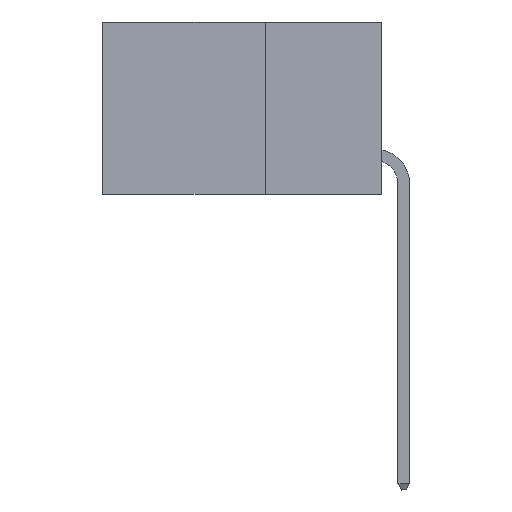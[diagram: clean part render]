
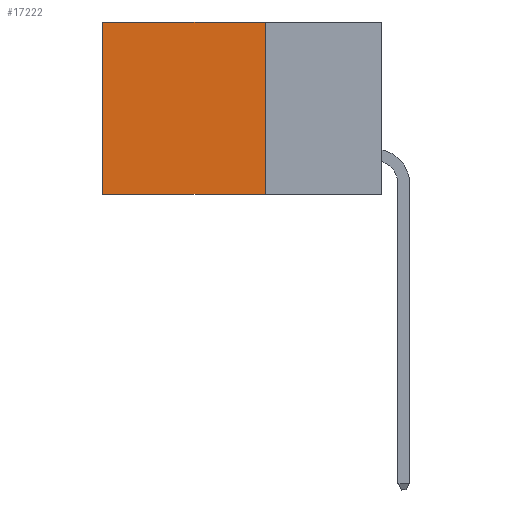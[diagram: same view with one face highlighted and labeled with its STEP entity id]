
A CAD part, left-side view. The second image highlights one B-rep face of the part: STEP entity #17222.
In plain terms, the highlighted planar face has unit normal (-1, 0, 0).
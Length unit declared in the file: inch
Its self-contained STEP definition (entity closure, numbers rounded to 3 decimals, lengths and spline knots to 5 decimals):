
#1603 = EDGE_CURVE ( 'NONE', #5299, #15221, #22605, .T. ) ;
#2033 = DIRECTION ( 'NONE',  ( 0., 1., 0. ) ) ;
#3412 = EDGE_CURVE ( 'NONE', #15786, #27147, #27188, .T. ) ;
#3607 = EDGE_CURVE ( 'NONE', #27147, #15221, #28223, .T. ) ;
#3784 = VECTOR ( 'NONE', #15043, 39.37008 ) ;
#4169 = CARTESIAN_POINT ( 'NONE',  ( 0.2875, 0.25, 0. ) ) ;
#5078 = DIRECTION ( 'NONE',  ( 0., 1., 0. ) ) ;
#5299 = VERTEX_POINT ( 'NONE', #11288 ) ;
#6515 = ORIENTED_EDGE ( 'NONE', *, *, #3412, .F. ) ;
#7374 = DIRECTION ( 'NONE',  ( 1., 0., 0. ) ) ;
#7567 = CARTESIAN_POINT ( 'NONE',  ( 0.2875, 0.25, -0.37 ) ) ;
#8056 = AXIS2_PLACEMENT_3D ( 'NONE', #12309, #7374, #23665 ) ;
#11259 = CARTESIAN_POINT ( 'NONE',  ( 0.2875, 0.6, -0.37 ) ) ;
#11288 = CARTESIAN_POINT ( 'NONE',  ( 0.2875, 0.6, 0. ) ) ;
#11361 = VECTOR ( 'NONE', #2033, 39.37008 ) ;
#11616 = FACE_OUTER_BOUND ( 'NONE', #20360, .T. ) ;
#12309 = CARTESIAN_POINT ( 'NONE',  ( 0.2875, 0.25, 0. ) ) ;
#12351 = CARTESIAN_POINT ( 'NONE',  ( 0.2875, 0.25, -0.37 ) ) ;
#14703 = CARTESIAN_POINT ( 'NONE',  ( 0.2875, 0.6, 0. ) ) ;
#15043 = DIRECTION ( 'NONE',  ( 0., 0., -1. ) ) ;
#15221 = VERTEX_POINT ( 'NONE', #11259 ) ;
#15380 = ORIENTED_EDGE ( 'NONE', *, *, #3607, .F. ) ;
#15786 = VERTEX_POINT ( 'NONE', #29639 ) ;
#16418 = VECTOR ( 'NONE', #21650, 39.37008 ) ;
#16493 = PLANE ( 'NONE',  #8056 ) ;
#17222 = ADVANCED_FACE ( 'NONE', ( #11616 ), #16493, .F. ) ;
#19369 = ORIENTED_EDGE ( 'NONE', *, *, #1603, .T. ) ;
#20360 = EDGE_LOOP ( 'NONE', ( #19369, #15380, #6515, #25706 ) ) ;
#21650 = DIRECTION ( 'NONE',  ( 0., 0., -1. ) ) ;
#22142 = VECTOR ( 'NONE', #5078, 39.37008 ) ;
#22605 = LINE ( 'NONE', #14703, #16418 ) ;
#23665 = DIRECTION ( 'NONE',  ( 0., 0., -1. ) ) ;
#24698 = LINE ( 'NONE', #4169, #11361 ) ;
#25089 = EDGE_CURVE ( 'NONE', #15786, #5299, #24698, .T. ) ;
#25706 = ORIENTED_EDGE ( 'NONE', *, *, #25089, .T. ) ;
#27147 = VERTEX_POINT ( 'NONE', #7567 ) ;
#27188 = LINE ( 'NONE', #28835, #3784 ) ;
#28223 = LINE ( 'NONE', #12351, #22142 ) ;
#28835 = CARTESIAN_POINT ( 'NONE',  ( 0.2875, 0.25, 0. ) ) ;
#29639 = CARTESIAN_POINT ( 'NONE',  ( 0.2875, 0.25, 0. ) ) ;
